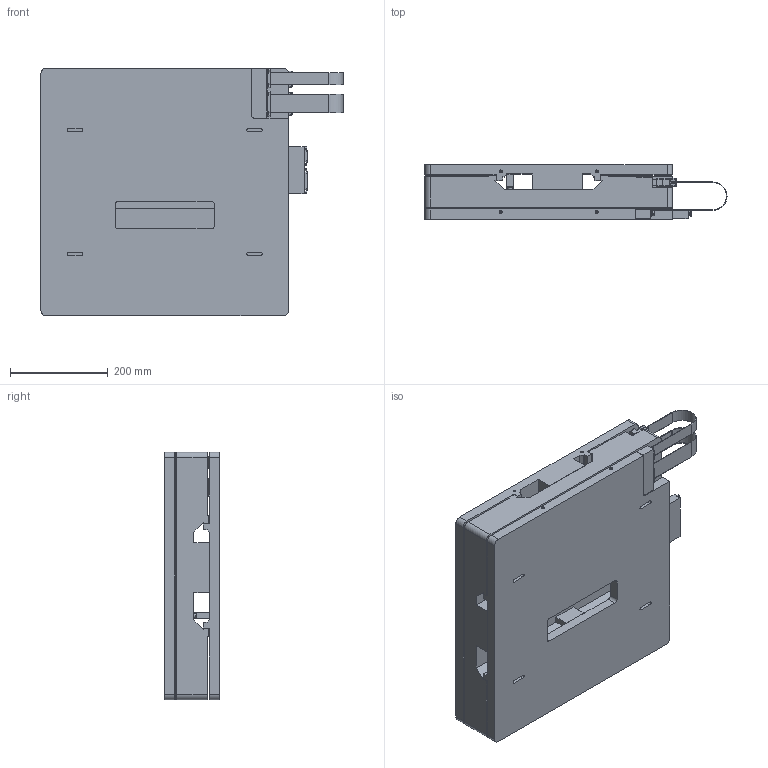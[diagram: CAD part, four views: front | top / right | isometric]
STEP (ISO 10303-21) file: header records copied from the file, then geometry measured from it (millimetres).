
FILE_DESCRIPTION (( 'STEP AP203' ), '1' );
FILE_NAME ('0-304-3M-12-12.STEP', '2020-09-16T18:30:11', ( '' ), ( '' ), 'SwSTEP 2.0', 'SolidWorks 2019', '' );
FILE_SCHEMA (( 'CONFIG_CONTROL_DESIGN' ));
Length unit declared in the file: inch
Products named in the file (1): 0-304-3M-12-12
Bounding box: 619.81 x 111.92 x 508 mm (x, y, z)
Volume: 24482212.6 mm3; surface area: 1988431.6 mm2
Topology: 3 solids, 7 shells, 706 faces, 1786 edges, 1136 vertices
Faces by surface type: plane 398, cylinder 216, cone 68, torus 16, sphere 8
Full cylindrical faces by diameter (mm): 2.261 x8, 2.845 x8, 2.997 x2, 3.124 x8, 3.175 x2, 3.797 x4, 5.105 x16, 6.363 x2, 9.525 x4
Entity records: 20207 total; most frequent: CARTESIAN_POINT 3605, DIRECTION 3470, ORIENTED_EDGE 3224, EDGE_CURVE 1612, AXIS2_PLACEMENT_3D 1177, LINE 1116, VECTOR 1116, VERTEX_POINT 1092
